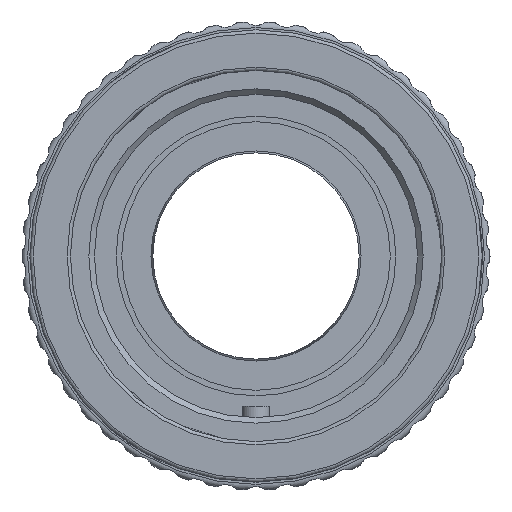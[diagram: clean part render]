
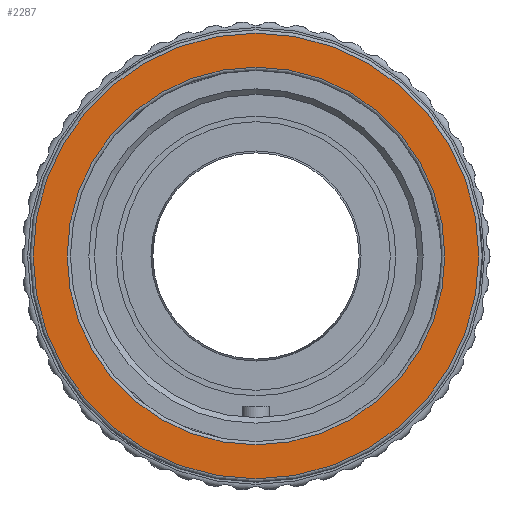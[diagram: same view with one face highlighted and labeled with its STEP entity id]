
A CAD part, front view. The second image highlights one B-rep face of the part: STEP entity #2287.
In plain terms, the highlighted planar face has unit normal (0, -1, 0).
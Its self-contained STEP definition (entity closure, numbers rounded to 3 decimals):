
#665 = EDGE_CURVE ( 'NONE', #9649, #9649, #6182, .T. ) ;
#1613 = CARTESIAN_POINT ( 'NONE',  ( -83.323, -29.713, 0. ) ) ;
#2047 = ORIENTED_EDGE ( 'NONE', *, *, #665, .F. ) ;
#2287 = ADVANCED_FACE ( 'NONE', ( #4794, #5448 ), #9733, .T. ) ;
#2668 = DIRECTION ( 'NONE',  ( 0., 0., -1. ) ) ;
#3512 = VERTEX_POINT ( 'NONE', #13335 ) ;
#4635 = DIRECTION ( 'NONE',  ( 0., 0., -1. ) ) ;
#4787 = CARTESIAN_POINT ( 'NONE',  ( -66.373, -29.713, 0. ) ) ;
#4794 = FACE_OUTER_BOUND ( 'NONE', #6709, .T. ) ;
#4857 = DIRECTION ( 'NONE',  ( 0., -1., 0. ) ) ;
#5448 = FACE_BOUND ( 'NONE', #10028, .T. ) ;
#6182 = CIRCLE ( 'NONE', #13204, 16.95 ) ;
#6709 = EDGE_LOOP ( 'NONE', ( #10820 ) ) ;
#6779 = AXIS2_PLACEMENT_3D ( 'NONE', #1613, #9015, #2668 ) ;
#6830 = CARTESIAN_POINT ( 'NONE',  ( -83.323, -29.713, 0. ) ) ;
#7261 = DIRECTION ( 'NONE',  ( 0., 0., -1. ) ) ;
#8234 = CARTESIAN_POINT ( 'NONE',  ( -83.323, -29.713, -16.95 ) ) ;
#8876 = CIRCLE ( 'NONE', #6779, 20. ) ;
#9015 = DIRECTION ( 'NONE',  ( 0., -1., 0. ) ) ;
#9649 = VERTEX_POINT ( 'NONE', #8234 ) ;
#9733 = PLANE ( 'NONE',  #11889 ) ;
#10028 = EDGE_LOOP ( 'NONE', ( #2047 ) ) ;
#10820 = ORIENTED_EDGE ( 'NONE', *, *, #11628, .T. ) ;
#11628 = EDGE_CURVE ( 'NONE', #3512, #3512, #8876, .T. ) ;
#11889 = AXIS2_PLACEMENT_3D ( 'NONE', #4787, #13307, #7261 ) ;
#13204 = AXIS2_PLACEMENT_3D ( 'NONE', #6830, #4857, #4635 ) ;
#13307 = DIRECTION ( 'NONE',  ( 0., -1., 0. ) ) ;
#13335 = CARTESIAN_POINT ( 'NONE',  ( -83.323, -29.713, -20. ) ) ;
